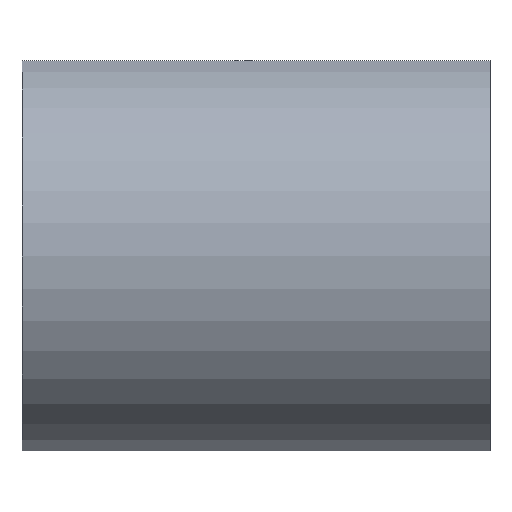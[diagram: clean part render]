
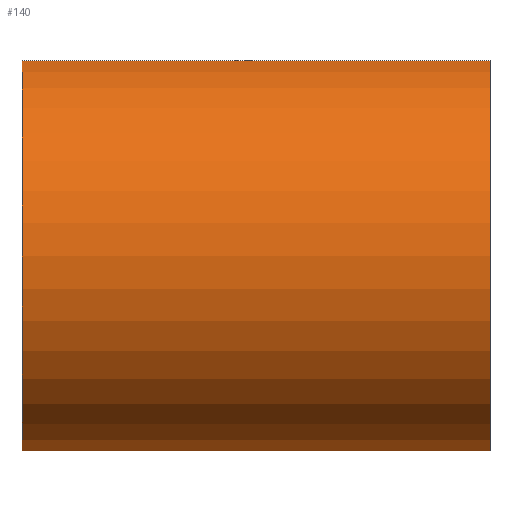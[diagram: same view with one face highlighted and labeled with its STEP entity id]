
A CAD part, left-side view. The second image highlights one B-rep face of the part: STEP entity #140.
In plain terms, the highlighted cylindrical face has radius 5.17 mm (diameter 10.34 mm), a partial arc.
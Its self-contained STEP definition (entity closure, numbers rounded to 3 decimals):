
#5 = EDGE_CURVE ( 'NONE', #199, #42, #48, .T. ) ;
#11 = CIRCLE ( 'NONE', #96, 5.17 ) ;
#15 = DIRECTION ( 'NONE',  ( 0., -1., 0. ) ) ;
#26 = CARTESIAN_POINT ( 'NONE',  ( 4.355, 0., 0. ) ) ;
#34 = CARTESIAN_POINT ( 'NONE',  ( 3.04, 0., -5. ) ) ;
#36 = CARTESIAN_POINT ( 'NONE',  ( 3.04, 12., -5. ) ) ;
#38 = DIRECTION ( 'NONE',  ( 0., 0., -1. ) ) ;
#39 = LINE ( 'NONE', #36, #144 ) ;
#40 = CARTESIAN_POINT ( 'NONE',  ( 4.355, 12., 0. ) ) ;
#41 = DIRECTION ( 'NONE',  ( 0., 1., 0. ) ) ;
#42 = VERTEX_POINT ( 'NONE', #169 ) ;
#44 = AXIS2_PLACEMENT_3D ( 'NONE', #40, #201, #38 ) ;
#48 = LINE ( 'NONE', #189, #132 ) ;
#49 = DIRECTION ( 'NONE',  ( 0., -1., 0. ) ) ;
#66 = ORIENTED_EDGE ( 'NONE', *, *, #165, .T. ) ;
#75 = EDGE_CURVE ( 'NONE', #93, #199, #11, .T. ) ;
#86 = CIRCLE ( 'NONE', #99, 5.17 ) ;
#93 = VERTEX_POINT ( 'NONE', #159 ) ;
#94 = ORIENTED_EDGE ( 'NONE', *, *, #75, .F. ) ;
#96 = AXIS2_PLACEMENT_3D ( 'NONE', #109, #103, #102 ) ;
#99 = AXIS2_PLACEMENT_3D ( 'NONE', #26, #41, #143 ) ;
#102 = DIRECTION ( 'NONE',  ( 0., 0., 1. ) ) ;
#103 = DIRECTION ( 'NONE',  ( 0., 1., 0. ) ) ;
#109 = CARTESIAN_POINT ( 'NONE',  ( 4.355, 12., 0. ) ) ;
#114 = ORIENTED_EDGE ( 'NONE', *, *, #137, .T. ) ;
#115 = FACE_OUTER_BOUND ( 'NONE', #193, .T. ) ;
#121 = ORIENTED_EDGE ( 'NONE', *, *, #5, .F. ) ;
#132 = VECTOR ( 'NONE', #15, 1000. ) ;
#136 = VERTEX_POINT ( 'NONE', #34 ) ;
#137 = EDGE_CURVE ( 'NONE', #93, #136, #39, .T. ) ;
#140 = ADVANCED_FACE ( 'NONE', ( #115 ), #185, .T. ) ;
#143 = DIRECTION ( 'NONE',  ( 0., 0., 1. ) ) ;
#144 = VECTOR ( 'NONE', #49, 1000. ) ;
#159 = CARTESIAN_POINT ( 'NONE',  ( 3.04, 12., -5. ) ) ;
#165 = EDGE_CURVE ( 'NONE', #136, #42, #86, .T. ) ;
#169 = CARTESIAN_POINT ( 'NONE',  ( 3.04, 0., 5. ) ) ;
#185 = CYLINDRICAL_SURFACE ( 'NONE', #44, 5.17 ) ;
#189 = CARTESIAN_POINT ( 'NONE',  ( 3.04, 12., 5. ) ) ;
#193 = EDGE_LOOP ( 'NONE', ( #66, #121, #94, #114 ) ) ;
#194 = CARTESIAN_POINT ( 'NONE',  ( 3.04, 12., 5. ) ) ;
#199 = VERTEX_POINT ( 'NONE', #194 ) ;
#201 = DIRECTION ( 'NONE',  ( 0., -1., 0. ) ) ;
